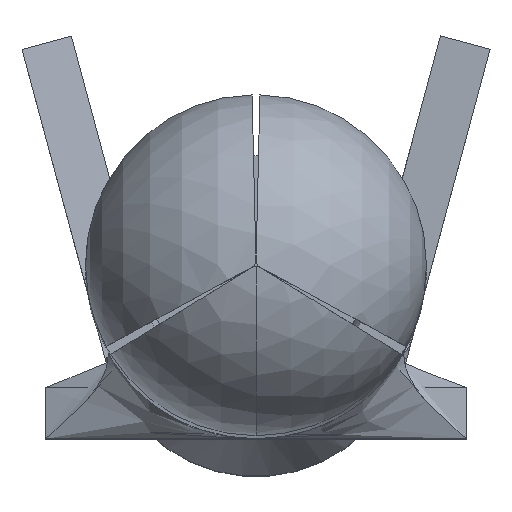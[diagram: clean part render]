
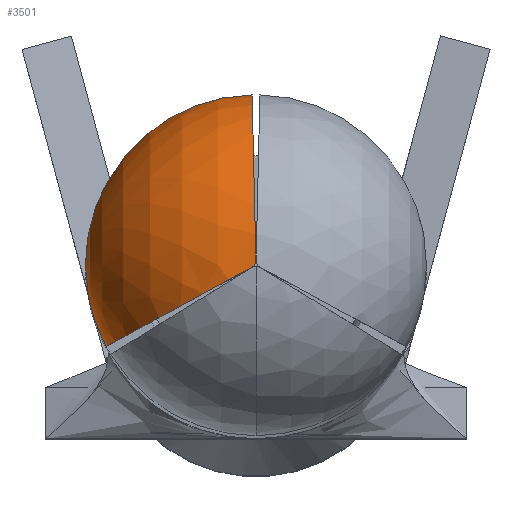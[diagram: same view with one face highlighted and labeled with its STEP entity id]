
A CAD part, top view. The second image highlights one B-rep face of the part: STEP entity #3501.
In plain terms, the highlighted spherical face has radius 2.369 mm.
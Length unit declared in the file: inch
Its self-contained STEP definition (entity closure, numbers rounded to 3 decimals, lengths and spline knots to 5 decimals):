
#43 = ORIENTED_EDGE ( 'NONE', *, *, #3466, .T. ) ;
#85 = CIRCLE ( 'NONE', #4200, 0.09325 ) ;
#308 = DIRECTION ( 'NONE',  ( 0., 1., 0. ) ) ;
#359 = CARTESIAN_POINT ( 'NONE',  ( 0., 0., 0.96175 ) ) ;
#519 = VERTEX_POINT ( 'NONE', #1703 ) ;
#616 = VERTEX_POINT ( 'NONE', #851 ) ;
#626 = AXIS2_PLACEMENT_3D ( 'NONE', #6369, #6296, #5654 ) ;
#660 = CIRCLE ( 'NONE', #626, 0.09325 ) ;
#752 = CIRCLE ( 'NONE', #2504, 0.09325 ) ;
#814 = FACE_OUTER_BOUND ( 'NONE', #1318, .T. ) ;
#851 = CARTESIAN_POINT ( 'NONE',  ( -0.00002, 0.001, 1.05499 ) ) ;
#863 = DIRECTION ( 'NONE',  ( -1., 0., 0. ) ) ;
#1264 = AXIS2_PLACEMENT_3D ( 'NONE', #4203, #3667, #3724 ) ;
#1318 = EDGE_LOOP ( 'NONE', ( #3210, #43, #4652, #4550, #1962 ) ) ;
#1386 = DIRECTION ( 'NONE',  ( -1., 0., 0. ) ) ;
#1408 = DIRECTION ( 'NONE',  ( 0., 0., 1. ) ) ;
#1427 = CARTESIAN_POINT ( 'NONE',  ( 0., 0., 0.96175 ) ) ;
#1605 = CARTESIAN_POINT ( 'NONE',  ( -0.00214, 0.09323, 0.96175 ) ) ;
#1703 = CARTESIAN_POINT ( 'NONE',  ( -0.09325, 0., 0.96175 ) ) ;
#1962 = ORIENTED_EDGE ( 'NONE', *, *, #2814, .T. ) ;
#2222 = CIRCLE ( 'NONE', #5951, 0.09325 ) ;
#2504 = AXIS2_PLACEMENT_3D ( 'NONE', #4394, #4419, #4324 ) ;
#2814 = EDGE_CURVE ( 'NONE', #616, #5089, #752, .T. ) ;
#2913 = CARTESIAN_POINT ( 'NONE',  ( -0.00088, -0.00048, 1.05499 ) ) ;
#3210 = ORIENTED_EDGE ( 'NONE', *, *, #3395, .T. ) ;
#3395 = EDGE_CURVE ( 'NONE', #5089, #519, #85, .T. ) ;
#3466 = EDGE_CURVE ( 'NONE', #519, #4446, #2222, .T. ) ;
#3501 = ADVANCED_FACE ( 'NONE', ( #814 ), #5802, .T. ) ;
#3513 = EDGE_CURVE ( 'NONE', #4446, #6267, #660, .T. ) ;
#3523 = EDGE_CURVE ( 'NONE', #6267, #616, #4227, .T. ) ;
#3667 = DIRECTION ( 'NONE',  ( 0., 0., -1. ) ) ;
#3703 = DIRECTION ( 'NONE',  ( -1., 0., 0. ) ) ;
#3724 = DIRECTION ( 'NONE',  ( -1., 0., 0. ) ) ;
#3729 = DIRECTION ( 'NONE',  ( 0., 0., 1. ) ) ;
#3771 = CARTESIAN_POINT ( 'NONE',  ( 0., 0., 0.96175 ) ) ;
#4200 = AXIS2_PLACEMENT_3D ( 'NONE', #3771, #3729, #3703 ) ;
#4203 = CARTESIAN_POINT ( 'NONE',  ( 0., 0., 1.05499 ) ) ;
#4227 = CIRCLE ( 'NONE', #1264, 0.001 ) ;
#4324 = DIRECTION ( 'NONE',  ( -0.023, 1., 0. ) ) ;
#4394 = CARTESIAN_POINT ( 'NONE',  ( 0., 0., 0.96175 ) ) ;
#4419 = DIRECTION ( 'NONE',  ( -1., -0.023, 0. ) ) ;
#4446 = VERTEX_POINT ( 'NONE', #6012 ) ;
#4550 = ORIENTED_EDGE ( 'NONE', *, *, #3523, .T. ) ;
#4652 = ORIENTED_EDGE ( 'NONE', *, *, #3513, .T. ) ;
#5089 = VERTEX_POINT ( 'NONE', #1605 ) ;
#5192 = AXIS2_PLACEMENT_3D ( 'NONE', #359, #863, #308 ) ;
#5654 = DIRECTION ( 'NONE',  ( 0.879, 0.477, 0. ) ) ;
#5802 = SPHERICAL_SURFACE ( 'NONE', #5192, 0.09325 ) ;
#5951 = AXIS2_PLACEMENT_3D ( 'NONE', #1427, #1408, #1386 ) ;
#6012 = CARTESIAN_POINT ( 'NONE',  ( -0.08198, -0.04444, 0.96175 ) ) ;
#6267 = VERTEX_POINT ( 'NONE', #2913 ) ;
#6296 = DIRECTION ( 'NONE',  ( -0.477, 0.879, 0. ) ) ;
#6369 = CARTESIAN_POINT ( 'NONE',  ( 0., 0., 0.96175 ) ) ;
